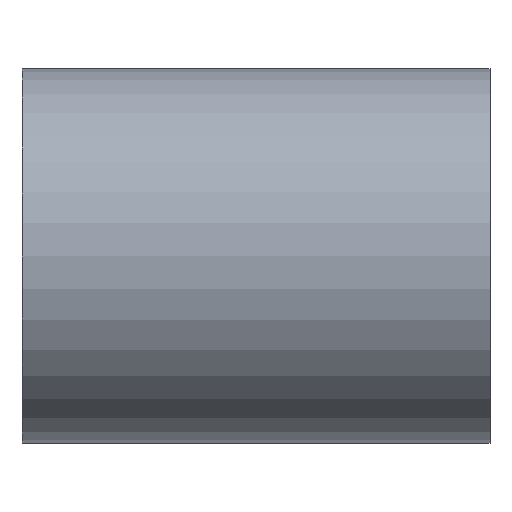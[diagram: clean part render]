
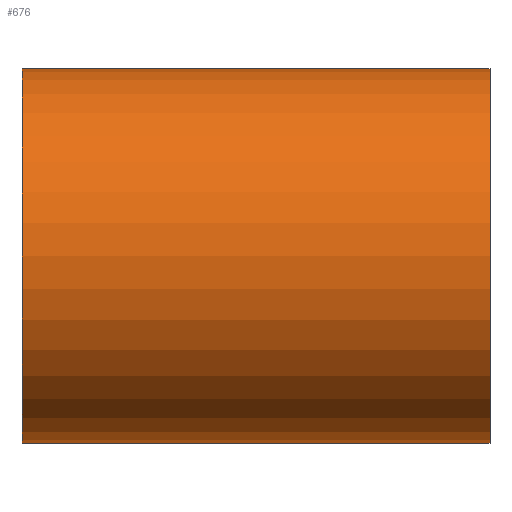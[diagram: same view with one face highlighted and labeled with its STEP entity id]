
A CAD part, front view. The second image highlights one B-rep face of the part: STEP entity #676.
In plain terms, the highlighted cylindrical face has radius 14 mm (diameter 28 mm), a partial arc.
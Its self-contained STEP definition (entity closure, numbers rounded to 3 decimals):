
#8 = LINE ( 'NONE', #115, #500 ) ;
#20 = DIRECTION ( 'NONE',  ( -1., 0., 0. ) ) ;
#80 = EDGE_CURVE ( 'NONE', #887, #1317, #8, .T. ) ;
#93 = CARTESIAN_POINT ( 'NONE',  ( -7.627, 0., 14. ) ) ;
#111 = ORIENTED_EDGE ( 'NONE', *, *, #80, .T. ) ;
#115 = CARTESIAN_POINT ( 'NONE',  ( -37.977, 0., -14. ) ) ;
#119 = CIRCLE ( 'NONE', #1056, 14. ) ;
#140 = CARTESIAN_POINT ( 'NONE',  ( -21.127, 0., -14. ) ) ;
#174 = ORIENTED_EDGE ( 'NONE', *, *, #503, .T. ) ;
#179 = CARTESIAN_POINT ( 'NONE',  ( -37.977, 0., 0. ) ) ;
#184 = DIRECTION ( 'NONE',  ( -1., 0., 0. ) ) ;
#244 = ORIENTED_EDGE ( 'NONE', *, *, #1073, .T. ) ;
#261 = DIRECTION ( 'NONE',  ( -1., 0., 0. ) ) ;
#281 = DIRECTION ( 'NONE',  ( -1., 0., 0. ) ) ;
#304 = VECTOR ( 'NONE', #20, 1000. ) ;
#342 = ORIENTED_EDGE ( 'NONE', *, *, #1207, .T. ) ;
#461 = LINE ( 'NONE', #577, #304 ) ;
#468 = DIRECTION ( 'NONE',  ( 0., 1., 0. ) ) ;
#483 = CARTESIAN_POINT ( 'NONE',  ( -7.627, 0., -14. ) ) ;
#500 = VECTOR ( 'NONE', #1353, 1000. ) ;
#503 = EDGE_CURVE ( 'NONE', #960, #771, #461, .T. ) ;
#530 = VERTEX_POINT ( 'NONE', #140 ) ;
#577 = CARTESIAN_POINT ( 'NONE',  ( -37.977, 0., 14. ) ) ;
#613 = DIRECTION ( 'NONE',  ( 0., 0., 1. ) ) ;
#642 = CARTESIAN_POINT ( 'NONE',  ( -21.127, 0., 0. ) ) ;
#676 = ADVANCED_FACE ( 'NONE', ( #689 ), #832, .T. ) ;
#680 = CARTESIAN_POINT ( 'NONE',  ( 13.873, 0., 14. ) ) ;
#689 = FACE_OUTER_BOUND ( 'NONE', #973, .T. ) ;
#703 = CIRCLE ( 'NONE', #1283, 14. ) ;
#745 = LINE ( 'NONE', #1184, #1410 ) ;
#771 = VERTEX_POINT ( 'NONE', #93 ) ;
#832 = CYLINDRICAL_SURFACE ( 'NONE', #1330, 14. ) ;
#835 = VECTOR ( 'NONE', #1275, 1000. ) ;
#887 = VERTEX_POINT ( 'NONE', #483 ) ;
#929 = LINE ( 'NONE', #1394, #835 ) ;
#955 = ORIENTED_EDGE ( 'NONE', *, *, #1102, .F. ) ;
#960 = VERTEX_POINT ( 'NONE', #680 ) ;
#973 = EDGE_LOOP ( 'NONE', ( #955, #111, #342, #174, #244, #1149 ) ) ;
#1016 = CARTESIAN_POINT ( 'NONE',  ( 13.873, 0., -14. ) ) ;
#1030 = VERTEX_POINT ( 'NONE', #1297 ) ;
#1056 = AXIS2_PLACEMENT_3D ( 'NONE', #1279, #261, #1171 ) ;
#1073 = EDGE_CURVE ( 'NONE', #771, #1030, #745, .T. ) ;
#1078 = DIRECTION ( 'NONE',  ( 1., 0., 0. ) ) ;
#1102 = EDGE_CURVE ( 'NONE', #887, #530, #929, .T. ) ;
#1117 = EDGE_CURVE ( 'NONE', #1030, #530, #703, .T. ) ;
#1149 = ORIENTED_EDGE ( 'NONE', *, *, #1117, .T. ) ;
#1171 = DIRECTION ( 'NONE',  ( 0., 0., 1. ) ) ;
#1184 = CARTESIAN_POINT ( 'NONE',  ( -37.977, 0., 14. ) ) ;
#1207 = EDGE_CURVE ( 'NONE', #1317, #960, #119, .T. ) ;
#1275 = DIRECTION ( 'NONE',  ( -1., 0., 0. ) ) ;
#1279 = CARTESIAN_POINT ( 'NONE',  ( 13.873, 0., 0. ) ) ;
#1283 = AXIS2_PLACEMENT_3D ( 'NONE', #642, #1078, #468 ) ;
#1297 = CARTESIAN_POINT ( 'NONE',  ( -21.127, 0., 14. ) ) ;
#1317 = VERTEX_POINT ( 'NONE', #1016 ) ;
#1330 = AXIS2_PLACEMENT_3D ( 'NONE', #179, #281, #613 ) ;
#1353 = DIRECTION ( 'NONE',  ( 1., 0., 0. ) ) ;
#1394 = CARTESIAN_POINT ( 'NONE',  ( -37.977, 0., -14. ) ) ;
#1410 = VECTOR ( 'NONE', #184, 1000. ) ;
